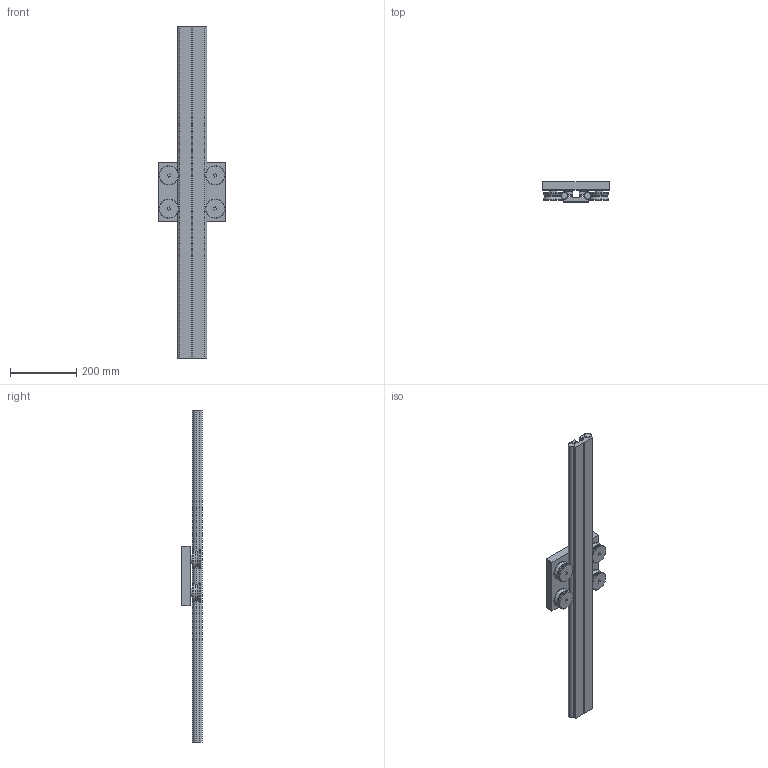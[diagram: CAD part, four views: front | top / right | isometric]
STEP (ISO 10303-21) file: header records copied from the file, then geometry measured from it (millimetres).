
FILE_DESCRIPTION(('STEP AP214'),'1');
FILE_NAME('ad416r__l_1000.stp','2022-04-06T09:03:46',('TraceParts'),('TraceParts S.A.'),'Spatial InterOp 3D',' ',' ');
FILE_SCHEMA(('AUTOMOTIVE_DESIGN { 1 0 10303 214 1 1 1 1 }'));
Length unit declared in the file: millimetre
Products named in the file (1): ad416r__l_1000_1
Bounding box: 200 x 61.5 x 1000 mm (x, y, z)
Volume: 3109796 mm3; surface area: 618252.1 mm2
Topology: 16 solids, 16 shells, 376 faces, 836 edges, 520 vertices
Faces by surface type: plane 204, cylinder 92, cone 64, torus 16
Entity records: 10804 total; most frequent: DIRECTION 1868, CARTESIAN_POINT 1844, ORIENTED_EDGE 1672, EDGE_CURVE 836, AXIS2_PLACEMENT_3D 688, VERTEX_POINT 520, LINE 492, VECTOR 492
